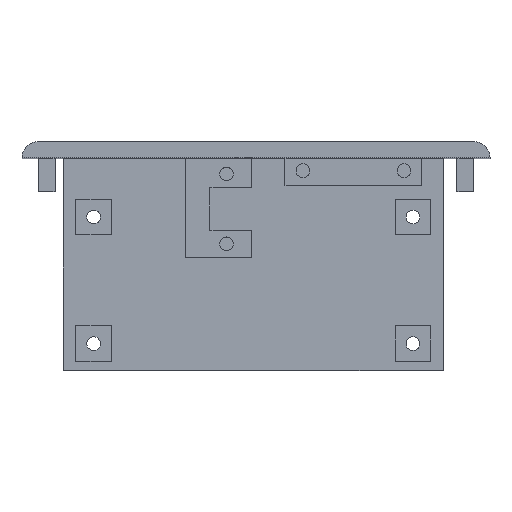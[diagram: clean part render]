
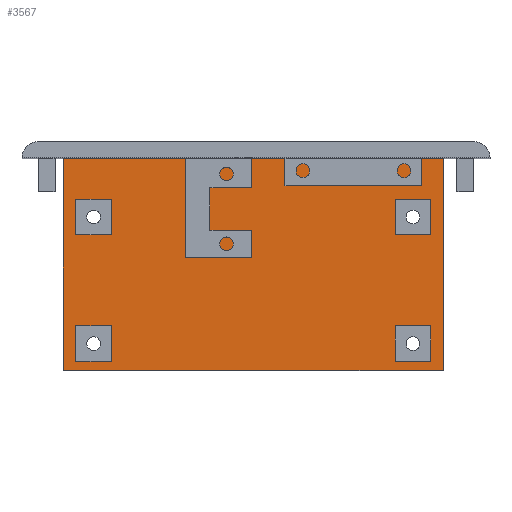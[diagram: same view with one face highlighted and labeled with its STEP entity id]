
A CAD part, top view. The second image highlights one B-rep face of the part: STEP entity #3567.
In plain terms, the highlighted planar face has unit normal (0, 0, 1).
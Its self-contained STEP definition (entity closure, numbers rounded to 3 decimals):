
#57=FACE_BOUND('',#453,.T.);
#58=FACE_BOUND('',#454,.T.);
#59=FACE_BOUND('',#455,.T.);
#60=FACE_BOUND('',#456,.T.);
#237=FACE_OUTER_BOUND('',#452,.T.);
#452=EDGE_LOOP('',(#2827,#2828,#2829,#2830));
#453=EDGE_LOOP('',(#2831,#2832,#2833,#2834));
#454=EDGE_LOOP('',(#2835,#2836,#2837,#2838));
#455=EDGE_LOOP('',(#2839,#2840,#2841,#2842));
#456=EDGE_LOOP('',(#2843,#2844,#2845,#2846));
#599=LINE('',#4909,#1053);
#777=LINE('',#5311,#1231);
#781=LINE('',#5318,#1235);
#785=LINE('',#5328,#1239);
#787=LINE('',#5331,#1241);
#790=LINE('',#5340,#1244);
#794=LINE('',#5347,#1248);
#798=LINE('',#5357,#1252);
#800=LINE('',#5360,#1254);
#803=LINE('',#5369,#1257);
#807=LINE('',#5376,#1261);
#811=LINE('',#5386,#1265);
#813=LINE('',#5389,#1267);
#816=LINE('',#5398,#1270);
#820=LINE('',#5405,#1274);
#824=LINE('',#5415,#1278);
#826=LINE('',#5418,#1280);
#838=LINE('',#5444,#1292);
#846=LINE('',#5461,#1300);
#848=LINE('',#5464,#1302);
#1053=VECTOR('',#3972,10.);
#1231=VECTOR('',#4320,10.);
#1235=VECTOR('',#4326,10.);
#1239=VECTOR('',#4336,10.);
#1241=VECTOR('',#4340,10.);
#1244=VECTOR('',#4347,10.);
#1248=VECTOR('',#4353,10.);
#1252=VECTOR('',#4363,10.);
#1254=VECTOR('',#4367,10.);
#1257=VECTOR('',#4374,10.);
#1261=VECTOR('',#4380,10.);
#1265=VECTOR('',#4390,10.);
#1267=VECTOR('',#4394,10.);
#1270=VECTOR('',#4401,10.);
#1274=VECTOR('',#4407,10.);
#1278=VECTOR('',#4417,10.);
#1280=VECTOR('',#4421,10.);
#1292=VECTOR('',#4443,10.);
#1300=VECTOR('',#4455,10.);
#1302=VECTOR('',#4459,10.);
#1492=VERTEX_POINT('',#4894);
#1499=VERTEX_POINT('',#4907);
#1637=VERTEX_POINT('',#5308);
#1638=VERTEX_POINT('',#5310);
#1640=VERTEX_POINT('',#5316);
#1643=VERTEX_POINT('',#5326);
#1646=VERTEX_POINT('',#5337);
#1647=VERTEX_POINT('',#5339);
#1649=VERTEX_POINT('',#5345);
#1652=VERTEX_POINT('',#5355);
#1655=VERTEX_POINT('',#5366);
#1656=VERTEX_POINT('',#5368);
#1658=VERTEX_POINT('',#5374);
#1661=VERTEX_POINT('',#5384);
#1664=VERTEX_POINT('',#5395);
#1665=VERTEX_POINT('',#5397);
#1667=VERTEX_POINT('',#5403);
#1670=VERTEX_POINT('',#5413);
#1679=VERTEX_POINT('',#5443);
#1686=VERTEX_POINT('',#5459);
#1839=EDGE_CURVE('',#1499,#1492,#599,.T.);
#2035=EDGE_CURVE('',#1638,#1637,#777,.T.);
#2039=EDGE_CURVE('',#1637,#1640,#781,.T.);
#2044=EDGE_CURVE('',#1640,#1643,#785,.T.);
#2046=EDGE_CURVE('',#1643,#1638,#787,.T.);
#2049=EDGE_CURVE('',#1647,#1646,#790,.T.);
#2053=EDGE_CURVE('',#1646,#1649,#794,.T.);
#2058=EDGE_CURVE('',#1649,#1652,#798,.T.);
#2060=EDGE_CURVE('',#1652,#1647,#800,.T.);
#2063=EDGE_CURVE('',#1656,#1655,#803,.T.);
#2067=EDGE_CURVE('',#1655,#1658,#807,.T.);
#2072=EDGE_CURVE('',#1658,#1661,#811,.T.);
#2074=EDGE_CURVE('',#1661,#1656,#813,.T.);
#2077=EDGE_CURVE('',#1665,#1664,#816,.T.);
#2081=EDGE_CURVE('',#1664,#1667,#820,.T.);
#2086=EDGE_CURVE('',#1667,#1670,#824,.T.);
#2088=EDGE_CURVE('',#1670,#1665,#826,.T.);
#2100=EDGE_CURVE('',#1492,#1679,#838,.T.);
#2108=EDGE_CURVE('',#1499,#1686,#846,.T.);
#2110=EDGE_CURVE('',#1686,#1679,#848,.F.);
#2827=ORIENTED_EDGE('',*,*,#2110,.T.);
#2828=ORIENTED_EDGE('',*,*,#2100,.F.);
#2829=ORIENTED_EDGE('',*,*,#1839,.F.);
#2830=ORIENTED_EDGE('',*,*,#2108,.T.);
#2831=ORIENTED_EDGE('',*,*,#2035,.T.);
#2832=ORIENTED_EDGE('',*,*,#2039,.T.);
#2833=ORIENTED_EDGE('',*,*,#2044,.T.);
#2834=ORIENTED_EDGE('',*,*,#2046,.T.);
#2835=ORIENTED_EDGE('',*,*,#2049,.T.);
#2836=ORIENTED_EDGE('',*,*,#2053,.T.);
#2837=ORIENTED_EDGE('',*,*,#2058,.T.);
#2838=ORIENTED_EDGE('',*,*,#2060,.T.);
#2839=ORIENTED_EDGE('',*,*,#2063,.T.);
#2840=ORIENTED_EDGE('',*,*,#2067,.T.);
#2841=ORIENTED_EDGE('',*,*,#2072,.T.);
#2842=ORIENTED_EDGE('',*,*,#2074,.T.);
#2843=ORIENTED_EDGE('',*,*,#2077,.T.);
#2844=ORIENTED_EDGE('',*,*,#2081,.T.);
#2845=ORIENTED_EDGE('',*,*,#2086,.T.);
#2846=ORIENTED_EDGE('',*,*,#2088,.T.);
#3382=PLANE('',#3800);
#3567=ADVANCED_FACE('',(#237,#57,#58,#59,#60),#3382,.T.);
#3800=AXIS2_PLACEMENT_3D('',#5463,#4457,#4458);
#3972=DIRECTION('',(1.,0.,0.));
#4320=DIRECTION('',(0.,1.,0.));
#4326=DIRECTION('',(1.,0.,0.));
#4336=DIRECTION('',(0.,-1.,0.));
#4340=DIRECTION('',(-1.,0.,0.));
#4347=DIRECTION('',(0.,1.,0.));
#4353=DIRECTION('',(1.,0.,0.));
#4363=DIRECTION('',(0.,-1.,0.));
#4367=DIRECTION('',(-1.,0.,0.));
#4374=DIRECTION('',(1.,0.,0.));
#4380=DIRECTION('',(0.,-1.,0.));
#4390=DIRECTION('',(-1.,0.,0.));
#4394=DIRECTION('',(0.,1.,0.));
#4401=DIRECTION('',(-1.,0.,0.));
#4407=DIRECTION('',(0.,1.,0.));
#4417=DIRECTION('',(1.,0.,0.));
#4421=DIRECTION('',(0.,-1.,0.));
#4443=DIRECTION('',(0.,-1.,0.));
#4455=DIRECTION('',(0.,-1.,0.));
#4457=DIRECTION('center_axis',(0.,0.,
1.));
#4458=DIRECTION('ref_axis',(-1.,0.,0.));
#4459=DIRECTION('',(-1.,0.,0.));
#4894=CARTESIAN_POINT('',(84.004,63.155,8.5));
#4907=CARTESIAN_POINT('',(15.004,63.155,8.5));
#4909=CARTESIAN_POINT('',(45.754,63.155,8.5));
#5308=CARTESIAN_POINT('',(17.254,32.783,8.5));
#5310=CARTESIAN_POINT('',(17.254,26.283,8.5));
#5311=CARTESIAN_POINT('',(17.254,47.969,8.5));
#5316=CARTESIAN_POINT('',(23.754,32.783,8.5));
#5318=CARTESIAN_POINT('',(53.879,32.783,8.5));
#5326=CARTESIAN_POINT('',(23.754,26.283,8.5));
#5328=CARTESIAN_POINT('',(23.754,44.719,8.5));
#5331=CARTESIAN_POINT('',(50.629,26.283,8.5));
#5337=CARTESIAN_POINT('',(75.254,32.783,8.5));
#5339=CARTESIAN_POINT('',(75.254,26.283,8.5));
#5340=CARTESIAN_POINT('',(75.254,47.969,8.5));
#5345=CARTESIAN_POINT('',(81.754,32.783,8.5));
#5347=CARTESIAN_POINT('',(82.879,32.783,8.5));
#5355=CARTESIAN_POINT('',(81.754,26.283,8.5));
#5357=CARTESIAN_POINT('',(81.754,44.719,8.5));
#5360=CARTESIAN_POINT('',(79.629,26.283,8.5));
#5366=CARTESIAN_POINT('',(23.754,55.783,8.5));
#5368=CARTESIAN_POINT('',(17.254,55.783,8.5));
#5369=CARTESIAN_POINT('',(53.879,55.783,8.5));
#5374=CARTESIAN_POINT('',(23.754,49.283,8.5));
#5376=CARTESIAN_POINT('',(23.754,56.219,8.5));
#5384=CARTESIAN_POINT('',(17.254,49.283,8.5));
#5386=CARTESIAN_POINT('',(50.629,49.283,8.5));
#5389=CARTESIAN_POINT('',(17.254,59.469,8.5));
#5395=CARTESIAN_POINT('',(75.254,49.283,8.5));
#5397=CARTESIAN_POINT('',(81.754,49.283,8.5));
#5398=CARTESIAN_POINT('',(79.629,49.283,8.5));
#5403=CARTESIAN_POINT('',(75.254,55.783,8.5));
#5405=CARTESIAN_POINT('',(75.254,59.469,8.5));
#5413=CARTESIAN_POINT('',(81.754,55.783,8.5));
#5415=CARTESIAN_POINT('',(82.879,55.783,8.5));
#5418=CARTESIAN_POINT('',(81.754,56.219,8.5));
#5443=CARTESIAN_POINT('',(84.004,24.655,8.5));
#5444=CARTESIAN_POINT('',(84.004,63.155,8.5));
#5459=CARTESIAN_POINT('',(15.004,24.655,8.5));
#5461=CARTESIAN_POINT('',(15.004,63.155,8.5));
#5463=CARTESIAN_POINT('Origin',(84.004,63.155,8.5));
#5464=CARTESIAN_POINT('',(66.754,24.655,8.5));
